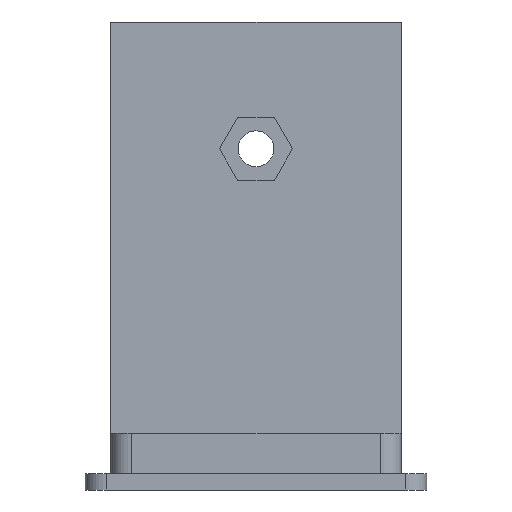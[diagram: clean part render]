
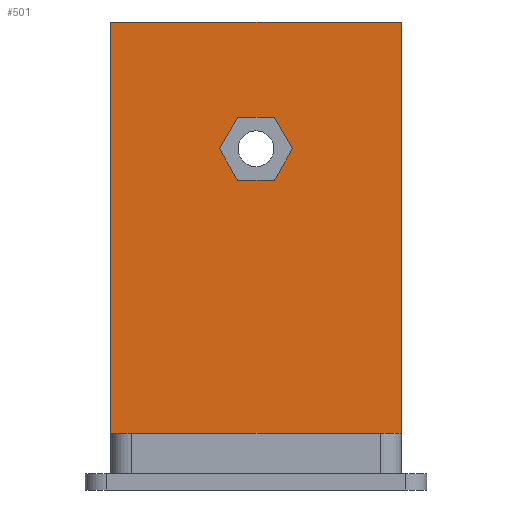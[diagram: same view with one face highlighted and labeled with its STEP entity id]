
A CAD part, front view. The second image highlights one B-rep face of the part: STEP entity #501.
In plain terms, the highlighted planar face has unit normal (0, -1, 0).
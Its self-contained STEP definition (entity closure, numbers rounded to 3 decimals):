
#8 = VERTEX_POINT ( 'NONE', #289 ) ;
#41 = CARTESIAN_POINT ( 'NONE',  ( -8.95, 5.3, 28.8 ) ) ;
#69 = DIRECTION ( 'NONE',  ( 1., 0., 0. ) ) ;
#72 = CARTESIAN_POINT ( 'NONE',  ( -8.95, 5.3, 28.8 ) ) ;
#120 = VECTOR ( 'NONE', #751, 1000. ) ;
#139 = EDGE_CURVE ( 'NONE', #8, #1045, #1297, .T. ) ;
#147 = VERTEX_POINT ( 'NONE', #550 ) ;
#153 = ORIENTED_EDGE ( 'NONE', *, *, #587, .F. ) ;
#156 = ORIENTED_EDGE ( 'NONE', *, *, #1285, .F. ) ;
#167 = CARTESIAN_POINT ( 'NONE',  ( 1.126, 5.3, 19.05 ) ) ;
#187 = VERTEX_POINT ( 'NONE', #1042 ) ;
#195 = CARTESIAN_POINT ( 'NONE',  ( -1.126, 5.3, 19.05 ) ) ;
#208 = EDGE_CURVE ( 'NONE', #340, #187, #352, .T. ) ;
#264 = LINE ( 'NONE', #835, #1501 ) ;
#267 = DIRECTION ( 'NONE',  ( -0.5, 0., -0.866 ) ) ;
#272 = VECTOR ( 'NONE', #649, 1000. ) ;
#289 = CARTESIAN_POINT ( 'NONE',  ( 8.95, 5.3, 28.8 ) ) ;
#290 = ORIENTED_EDGE ( 'NONE', *, *, #1298, .F. ) ;
#334 = VERTEX_POINT ( 'NONE', #1332 ) ;
#340 = VERTEX_POINT ( 'NONE', #585 ) ;
#352 = LINE ( 'NONE', #449, #1158 ) ;
#355 = LINE ( 'NONE', #1448, #1190 ) ;
#376 = DIRECTION ( 'NONE',  ( 0.5, 0., 0.866 ) ) ;
#406 = CARTESIAN_POINT ( 'NONE',  ( -8.95, 5.3, 28.8 ) ) ;
#419 = CARTESIAN_POINT ( 'NONE',  ( -8.95, 5.3, 28.8 ) ) ;
#449 = CARTESIAN_POINT ( 'NONE',  ( 2.252, 5.3, 21. ) ) ;
#460 = VERTEX_POINT ( 'NONE', #167 ) ;
#480 = VERTEX_POINT ( 'NONE', #195 ) ;
#482 = CARTESIAN_POINT ( 'NONE',  ( -1.126, 5.3, 22.95 ) ) ;
#492 = EDGE_CURVE ( 'NONE', #1347, #334, #522, .T. ) ;
#501 = ADVANCED_FACE ( 'NONE', ( #1123, #1370 ), #1376, .F. ) ;
#506 = CARTESIAN_POINT ( 'NONE',  ( -1.126, 5.3, 22.95 ) ) ;
#509 = VECTOR ( 'NONE', #267, 1000. ) ;
#522 = LINE ( 'NONE', #406, #272 ) ;
#531 = LINE ( 'NONE', #419, #1154 ) ;
#550 = CARTESIAN_POINT ( 'NONE',  ( -2.252, 5.3, 21. ) ) ;
#585 = CARTESIAN_POINT ( 'NONE',  ( 2.252, 5.3, 21. ) ) ;
#587 = EDGE_CURVE ( 'NONE', #1347, #8, #531, .T. ) ;
#620 = CARTESIAN_POINT ( 'NONE',  ( 8.95, 5.3, 1. ) ) ;
#649 = DIRECTION ( 'NONE',  ( 0., 0., -1. ) ) ;
#652 = LINE ( 'NONE', #1140, #1208 ) ;
#687 = EDGE_LOOP ( 'NONE', ( #1508, #817, #1528, #290, #1109, #156 ) ) ;
#724 = DIRECTION ( 'NONE',  ( -1., 0., 0. ) ) ;
#743 = LINE ( 'NONE', #1434, #1116 ) ;
#751 = DIRECTION ( 'NONE',  ( 0.5, 0., -0.866 ) ) ;
#761 = EDGE_CURVE ( 'NONE', #187, #1479, #264, .T. ) ;
#817 = ORIENTED_EDGE ( 'NONE', *, *, #208, .F. ) ;
#835 = CARTESIAN_POINT ( 'NONE',  ( 1.126, 5.3, 22.95 ) ) ;
#854 = DIRECTION ( 'NONE',  ( 1., 0., 0. ) ) ;
#904 = DIRECTION ( 'NONE',  ( 0., 1., 0. ) ) ;
#969 = EDGE_LOOP ( 'NONE', ( #1389, #1393, #153, #1027 ) ) ;
#997 = LINE ( 'NONE', #1138, #120 ) ;
#1027 = ORIENTED_EDGE ( 'NONE', *, *, #492, .T. ) ;
#1042 = CARTESIAN_POINT ( 'NONE',  ( 1.126, 5.3, 22.95 ) ) ;
#1045 = VERTEX_POINT ( 'NONE', #620 ) ;
#1048 = EDGE_CURVE ( 'NONE', #147, #480, #997, .T. ) ;
#1109 = ORIENTED_EDGE ( 'NONE', *, *, #1048, .F. ) ;
#1116 = VECTOR ( 'NONE', #854, 1000. ) ;
#1123 = FACE_BOUND ( 'NONE', #687, .T. ) ;
#1138 = CARTESIAN_POINT ( 'NONE',  ( -2.252, 5.3, 21. ) ) ;
#1140 = CARTESIAN_POINT ( 'NONE',  ( -8.95, 5.3, 1. ) ) ;
#1143 = DIRECTION ( 'NONE',  ( 1., 0., 0. ) ) ;
#1154 = VECTOR ( 'NONE', #1143, 1000. ) ;
#1158 = VECTOR ( 'NONE', #1411, 1000. ) ;
#1169 = DIRECTION ( 'NONE',  ( 0., 0., -1. ) ) ;
#1190 = VECTOR ( 'NONE', #376, 1000. ) ;
#1208 = VECTOR ( 'NONE', #69, 1000. ) ;
#1258 = EDGE_CURVE ( 'NONE', #460, #340, #355, .T. ) ;
#1262 = DIRECTION ( 'NONE',  ( 0., 0., 1. ) ) ;
#1279 = VECTOR ( 'NONE', #1169, 1000. ) ;
#1285 = EDGE_CURVE ( 'NONE', #1479, #147, #1345, .T. ) ;
#1297 = LINE ( 'NONE', #1422, #1279 ) ;
#1298 = EDGE_CURVE ( 'NONE', #480, #460, #743, .T. ) ;
#1332 = CARTESIAN_POINT ( 'NONE',  ( -8.95, 5.3, 1. ) ) ;
#1345 = LINE ( 'NONE', #482, #509 ) ;
#1347 = VERTEX_POINT ( 'NONE', #41 ) ;
#1370 = FACE_OUTER_BOUND ( 'NONE', #969, .T. ) ;
#1376 = PLANE ( 'NONE',  #1499 ) ;
#1389 = ORIENTED_EDGE ( 'NONE', *, *, #1522, .T. ) ;
#1393 = ORIENTED_EDGE ( 'NONE', *, *, #139, .F. ) ;
#1411 = DIRECTION ( 'NONE',  ( -0.5, 0., 0.866 ) ) ;
#1422 = CARTESIAN_POINT ( 'NONE',  ( 8.95, 5.3, 28.8 ) ) ;
#1434 = CARTESIAN_POINT ( 'NONE',  ( -1.126, 5.3, 19.05 ) ) ;
#1448 = CARTESIAN_POINT ( 'NONE',  ( 1.126, 5.3, 19.05 ) ) ;
#1479 = VERTEX_POINT ( 'NONE', #506 ) ;
#1499 = AXIS2_PLACEMENT_3D ( 'NONE', #72, #904, #1262 ) ;
#1501 = VECTOR ( 'NONE', #724, 1000. ) ;
#1508 = ORIENTED_EDGE ( 'NONE', *, *, #761, .F. ) ;
#1522 = EDGE_CURVE ( 'NONE', #334, #1045, #652, .T. ) ;
#1528 = ORIENTED_EDGE ( 'NONE', *, *, #1258, .F. ) ;
